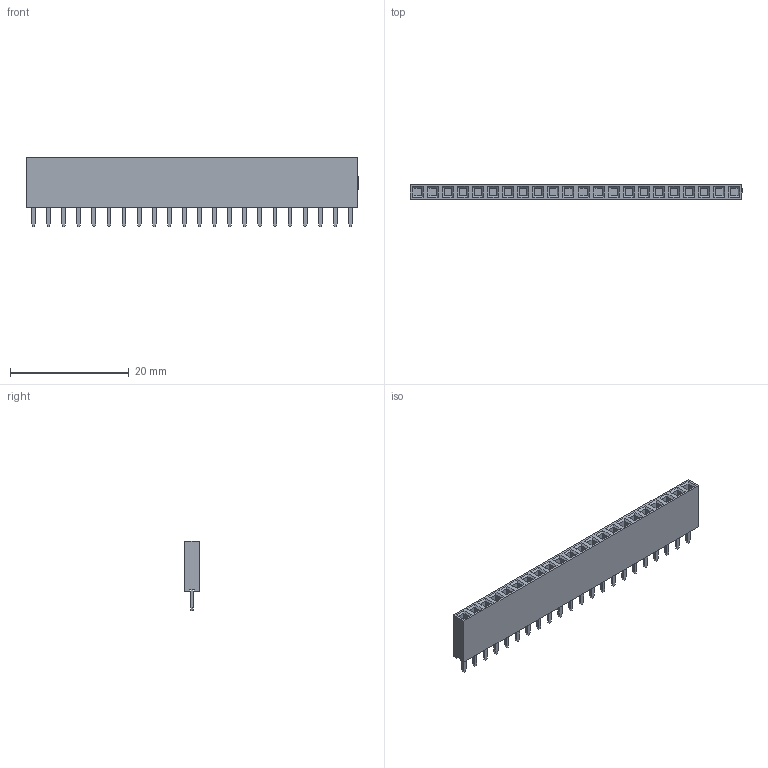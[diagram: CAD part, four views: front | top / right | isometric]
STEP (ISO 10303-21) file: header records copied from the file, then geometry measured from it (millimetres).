
FILE_DESCRIPTION (( 'STEP AP214' ), '1' );
FILE_NAME ('HDR-TH_22P-P2.54-V-F.step', '2022-07-02T11:52:53', ( '' ), ( '' ), 'SwSTEP 2.0', 'SolidWorks 2020', '' );
FILE_SCHEMA (( 'AUTOMOTIVE_DESIGN' ));
Length unit declared in the file: millimetre
Products named in the file (1): HDR-TH_22P-P2.54-V-F
Bounding box: 55.89 x 2.5 x 11.7 mm (x, y, z)
Volume: 1084.1 mm3; surface area: 1772.5 mm2
Topology: 1 solids, 1 shells, 645 faces, 1631 edges, 1058 vertices
Faces by surface type: plane 533, bspline 112
Entity records: 27282 total; most frequent: CARTESIAN_POINT 5439, ORIENTED_EDGE 3262, DIRECTION 2471, EDGE_CURVE 1631, LINE 1403, VECTOR 1403, VERTEX_POINT 1058, EDGE_LOOP 715
